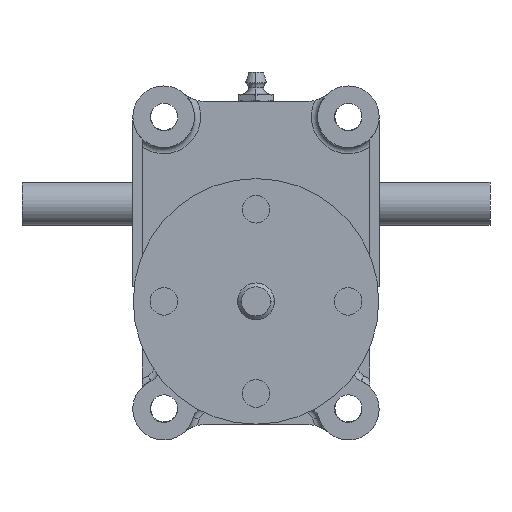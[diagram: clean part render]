
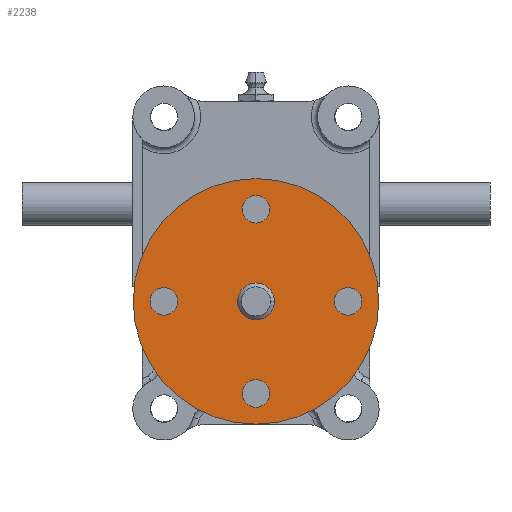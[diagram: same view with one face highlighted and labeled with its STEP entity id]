
A CAD part, front view. The second image highlights one B-rep face of the part: STEP entity #2238.
In plain terms, the highlighted face is planar.
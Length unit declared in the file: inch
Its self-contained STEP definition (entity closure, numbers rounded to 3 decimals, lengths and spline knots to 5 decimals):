
#13 = EDGE_CURVE ( 'NONE', #4533, #4560, #7049, .T. ) ;
#121 = CARTESIAN_POINT ( 'NONE',  ( -0.3937, 1.1811, 0. ) ) ;
#287 = VERTEX_POINT ( 'NONE', #1121 ) ;
#304 = DIRECTION ( 'NONE',  ( 0., 1., 0. ) ) ;
#312 = EDGE_LOOP ( 'NONE', ( #3974, #498 ) ) ;
#479 = DIRECTION ( 'NONE',  ( 1., 0., 0. ) ) ;
#498 = ORIENTED_EDGE ( 'NONE', *, *, #6425, .T. ) ;
#506 = EDGE_CURVE ( 'NONE', #3254, #287, #3566, .T. ) ;
#712 = DIRECTION ( 'NONE',  ( 0., 0., -1. ) ) ;
#773 = AXIS2_PLACEMENT_3D ( 'NONE', #2875, #1013, #6811 ) ;
#957 = FACE_BOUND ( 'NONE', #5074, .T. ) ;
#970 = EDGE_CURVE ( 'NONE', #1572, #6816, #6871, .T. ) ;
#1001 = AXIS2_PLACEMENT_3D ( 'NONE', #3717, #2642, #5064 ) ;
#1013 = DIRECTION ( 'NONE',  ( -1., 0., 0. ) ) ;
#1041 = FACE_BOUND ( 'NONE', #3804, .T. ) ;
#1070 = CIRCLE ( 'NONE', #5578, 1.5748 ) ;
#1106 = DIRECTION ( 'NONE',  ( -1., 0., 0. ) ) ;
#1121 = CARTESIAN_POINT ( 'NONE',  ( -0.3937, 0., -1.35827 ) ) ;
#1194 = CARTESIAN_POINT ( 'NONE',  ( -0.3937, 1.1811, 0.17717 ) ) ;
#1233 = AXIS2_PLACEMENT_3D ( 'NONE', #6522, #479, #6266 ) ;
#1323 = CARTESIAN_POINT ( 'NONE',  ( -0.3937, 0., 0. ) ) ;
#1395 = CARTESIAN_POINT ( 'NONE',  ( -0.3937, 1.1811, -0.17717 ) ) ;
#1564 = EDGE_CURVE ( 'NONE', #1855, #6246, #4020, .T. ) ;
#1572 = VERTEX_POINT ( 'NONE', #1194 ) ;
#1576 = ORIENTED_EDGE ( 'NONE', *, *, #3992, .T. ) ;
#1578 = CARTESIAN_POINT ( 'NONE',  ( -0.3937, -1.1811, 0. ) ) ;
#1586 = EDGE_LOOP ( 'NONE', ( #6683, #1576 ) ) ;
#1780 = FACE_BOUND ( 'NONE', #1586, .T. ) ;
#1855 = VERTEX_POINT ( 'NONE', #2625 ) ;
#1896 = CARTESIAN_POINT ( 'NONE',  ( -0.3937, 0., 0. ) ) ;
#1940 = ORIENTED_EDGE ( 'NONE', *, *, #6599, .T. ) ;
#1998 = DIRECTION ( 'NONE',  ( 0., 0., 1. ) ) ;
#2034 = AXIS2_PLACEMENT_3D ( 'NONE', #1323, #6343, #2865 ) ;
#2177 = DIRECTION ( 'NONE',  ( 0., 0., 1. ) ) ;
#2238 = ADVANCED_FACE ( 'NONE', ( #1041, #1780, #2410, #957, #5367, #7034 ), #7235, .F. ) ;
#2270 = DIRECTION ( 'NONE',  ( 1., 0., 0. ) ) ;
#2327 = DIRECTION ( 'NONE',  ( 1., 0., 0. ) ) ;
#2346 = CARTESIAN_POINT ( 'NONE',  ( -0.3937, 0., 1.00394 ) ) ;
#2355 = CIRCLE ( 'NONE', #3407, 0.17717 ) ;
#2410 = FACE_OUTER_BOUND ( 'NONE', #3478, .T. ) ;
#2463 = DIRECTION ( 'NONE',  ( 0., 0., -1. ) ) ;
#2498 = DIRECTION ( 'NONE',  ( 1., 0., 0. ) ) ;
#2623 = CARTESIAN_POINT ( 'NONE',  ( -0.3937, -1.1811, 0.17717 ) ) ;
#2625 = CARTESIAN_POINT ( 'NONE',  ( -0.3937, 0., 1.35827 ) ) ;
#2642 = DIRECTION ( 'NONE',  ( 1., 0., 0. ) ) ;
#2689 = EDGE_CURVE ( 'NONE', #6816, #1572, #7302, .T. ) ;
#2692 = EDGE_CURVE ( 'NONE', #5667, #5223, #7572, .T. ) ;
#2739 = CARTESIAN_POINT ( 'NONE',  ( -0.3937, 0., -1.00394 ) ) ;
#2865 = DIRECTION ( 'NONE',  ( 0., 0., 1. ) ) ;
#2875 = CARTESIAN_POINT ( 'NONE',  ( -0.3937, 0., 0. ) ) ;
#3203 = CARTESIAN_POINT ( 'NONE',  ( -0.3937, -1.1811, 0. ) ) ;
#3254 = VERTEX_POINT ( 'NONE', #2739 ) ;
#3290 = ORIENTED_EDGE ( 'NONE', *, *, #7627, .T. ) ;
#3389 = ORIENTED_EDGE ( 'NONE', *, *, #970, .T. ) ;
#3407 = AXIS2_PLACEMENT_3D ( 'NONE', #1578, #2270, #5420 ) ;
#3458 = ORIENTED_EDGE ( 'NONE', *, *, #2689, .T. ) ;
#3478 = EDGE_LOOP ( 'NONE', ( #3290, #7238 ) ) ;
#3566 = CIRCLE ( 'NONE', #7608, 0.17717 ) ;
#3713 = AXIS2_PLACEMENT_3D ( 'NONE', #4897, #2498, #712 ) ;
#3717 = CARTESIAN_POINT ( 'NONE',  ( -0.3937, 0., 1.1811 ) ) ;
#3792 = CARTESIAN_POINT ( 'NONE',  ( -0.3937, 0., -1.1811 ) ) ;
#3804 = EDGE_LOOP ( 'NONE', ( #4523, #1940 ) ) ;
#3869 = CIRCLE ( 'NONE', #5033, 1.5748 ) ;
#3919 = CARTESIAN_POINT ( 'NONE',  ( -0.3937, 0., -1.1811 ) ) ;
#3952 = DIRECTION ( 'NONE',  ( 0., -1., 0. ) ) ;
#3974 = ORIENTED_EDGE ( 'NONE', *, *, #2692, .T. ) ;
#3992 = EDGE_CURVE ( 'NONE', #6246, #1855, #4859, .T. ) ;
#4008 = AXIS2_PLACEMENT_3D ( 'NONE', #6531, #7690, #304 ) ;
#4020 = CIRCLE ( 'NONE', #1001, 0.17717 ) ;
#4364 = EDGE_CURVE ( 'NONE', #4560, #4533, #7170, .T. ) ;
#4450 = DIRECTION ( 'NONE',  ( 0., 0., 1. ) ) ;
#4523 = ORIENTED_EDGE ( 'NONE', *, *, #506, .T. ) ;
#4533 = VERTEX_POINT ( 'NONE', #4872 ) ;
#4560 = VERTEX_POINT ( 'NONE', #4663 ) ;
#4663 = CARTESIAN_POINT ( 'NONE',  ( -0.3937, 0., -0.23622 ) ) ;
#4859 = CIRCLE ( 'NONE', #4008, 0.17717 ) ;
#4872 = CARTESIAN_POINT ( 'NONE',  ( -0.3937, 0., 0.23622 ) ) ;
#4897 = CARTESIAN_POINT ( 'NONE',  ( -0.3937, 1.1811, 0. ) ) ;
#4978 = EDGE_LOOP ( 'NONE', ( #5324, #6461 ) ) ;
#5033 = AXIS2_PLACEMENT_3D ( 'NONE', #1896, #1106, #4450 ) ;
#5064 = DIRECTION ( 'NONE',  ( 0., 1., 0. ) ) ;
#5074 = EDGE_LOOP ( 'NONE', ( #3389, #3458 ) ) ;
#5223 = VERTEX_POINT ( 'NONE', #7160 ) ;
#5299 = CARTESIAN_POINT ( 'NONE',  ( -0.3937, 0., 1.5748 ) ) ;
#5324 = ORIENTED_EDGE ( 'NONE', *, *, #13, .F. ) ;
#5367 = FACE_BOUND ( 'NONE', #312, .T. ) ;
#5420 = DIRECTION ( 'NONE',  ( 0., 0., 1. ) ) ;
#5476 = VERTEX_POINT ( 'NONE', #5299 ) ;
#5578 = AXIS2_PLACEMENT_3D ( 'NONE', #7614, #5609, #1998 ) ;
#5609 = DIRECTION ( 'NONE',  ( -1., 0., 0. ) ) ;
#5667 = VERTEX_POINT ( 'NONE', #2623 ) ;
#5830 = DIRECTION ( 'NONE',  ( 0., -1., 0. ) ) ;
#6246 = VERTEX_POINT ( 'NONE', #2346 ) ;
#6266 = DIRECTION ( 'NONE',  ( 0., 0., -1. ) ) ;
#6279 = DIRECTION ( 'NONE',  ( 1., 0., 0. ) ) ;
#6294 = VERTEX_POINT ( 'NONE', #6562 ) ;
#6343 = DIRECTION ( 'NONE',  ( -1., 0., 0. ) ) ;
#6425 = EDGE_CURVE ( 'NONE', #5223, #5667, #2355, .T. ) ;
#6461 = ORIENTED_EDGE ( 'NONE', *, *, #4364, .F. ) ;
#6522 = CARTESIAN_POINT ( 'NONE',  ( -0.3937, 0., 0. ) ) ;
#6531 = CARTESIAN_POINT ( 'NONE',  ( -0.3937, 0., 1.1811 ) ) ;
#6562 = CARTESIAN_POINT ( 'NONE',  ( -0.3937, 0., -1.5748 ) ) ;
#6599 = EDGE_CURVE ( 'NONE', #287, #3254, #7405, .T. ) ;
#6683 = ORIENTED_EDGE ( 'NONE', *, *, #1564, .T. ) ;
#6811 = DIRECTION ( 'NONE',  ( 0., 0., 1. ) ) ;
#6816 = VERTEX_POINT ( 'NONE', #1395 ) ;
#6871 = CIRCLE ( 'NONE', #3713, 0.17717 ) ;
#7034 = FACE_BOUND ( 'NONE', #4978, .T. ) ;
#7049 = CIRCLE ( 'NONE', #773, 0.23622 ) ;
#7051 = AXIS2_PLACEMENT_3D ( 'NONE', #121, #2327, #2463 ) ;
#7160 = CARTESIAN_POINT ( 'NONE',  ( -0.3937, -1.1811, -0.17717 ) ) ;
#7170 = CIRCLE ( 'NONE', #2034, 0.23622 ) ;
#7194 = DIRECTION ( 'NONE',  ( 1., 0., 0. ) ) ;
#7235 = PLANE ( 'NONE',  #1233 ) ;
#7238 = ORIENTED_EDGE ( 'NONE', *, *, #7581, .T. ) ;
#7302 = CIRCLE ( 'NONE', #7051, 0.17717 ) ;
#7324 = AXIS2_PLACEMENT_3D ( 'NONE', #3203, #7194, #2177 ) ;
#7405 = CIRCLE ( 'NONE', #7525, 0.17717 ) ;
#7469 = DIRECTION ( 'NONE',  ( 1., 0., 0. ) ) ;
#7525 = AXIS2_PLACEMENT_3D ( 'NONE', #3792, #6279, #3952 ) ;
#7572 = CIRCLE ( 'NONE', #7324, 0.17717 ) ;
#7581 = EDGE_CURVE ( 'NONE', #6294, #5476, #1070, .T. ) ;
#7608 = AXIS2_PLACEMENT_3D ( 'NONE', #3919, #7469, #5830 ) ;
#7614 = CARTESIAN_POINT ( 'NONE',  ( -0.3937, 0., 0. ) ) ;
#7627 = EDGE_CURVE ( 'NONE', #5476, #6294, #3869, .T. ) ;
#7690 = DIRECTION ( 'NONE',  ( 1., 0., 0. ) ) ;
